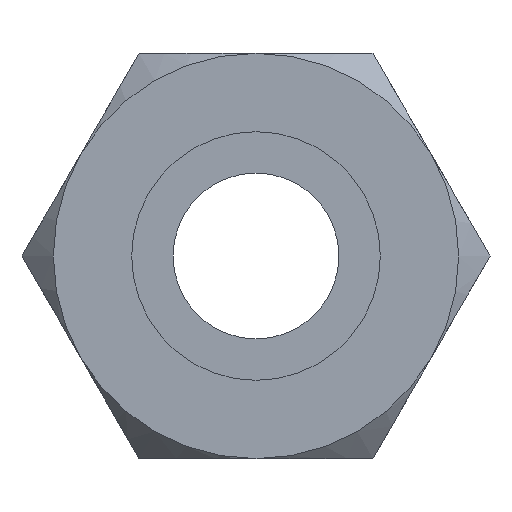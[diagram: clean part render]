
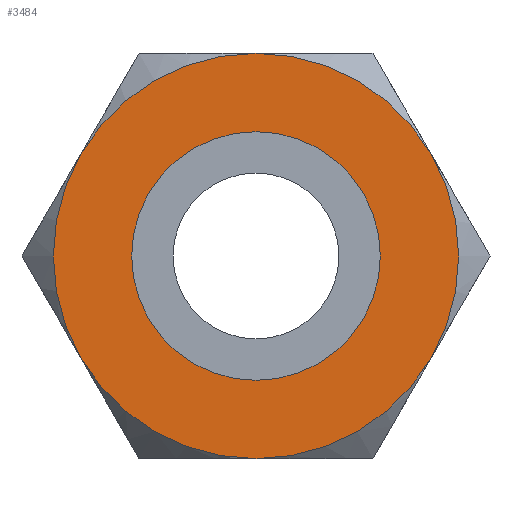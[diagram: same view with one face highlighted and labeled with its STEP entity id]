
A CAD part, left-side view. The second image highlights one B-rep face of the part: STEP entity #3484.
In plain terms, the highlighted planar face has unit normal (-1, 0, 0).
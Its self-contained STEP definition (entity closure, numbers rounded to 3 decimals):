
#48 = DIRECTION ( 'NONE',  ( 0., 0., -1. ) ) ;
#56 = CIRCLE ( 'NONE', #3178, 11. ) ;
#65 = AXIS2_PLACEMENT_3D ( 'NONE', #2725, #2280, #2308 ) ;
#358 = CARTESIAN_POINT ( 'NONE',  ( 19., 9.526, 5.5 ) ) ;
#436 = CARTESIAN_POINT ( 'NONE',  ( 19., 0., -11. ) ) ;
#443 = AXIS2_PLACEMENT_3D ( 'NONE', #3221, #2367, #5570 ) ;
#598 = EDGE_CURVE ( 'NONE', #1513, #2167, #5073, .T. ) ;
#821 = AXIS2_PLACEMENT_3D ( 'NONE', #3664, #4139, #5486 ) ;
#954 = ORIENTED_EDGE ( 'NONE', *, *, #1402, .F. ) ;
#973 = CARTESIAN_POINT ( 'NONE',  ( 19., 0., 0. ) ) ;
#1055 = DIRECTION ( 'NONE',  ( 1., 0., 0. ) ) ;
#1144 = EDGE_CURVE ( 'NONE', #5080, #4478, #56, .T. ) ;
#1338 = DIRECTION ( 'NONE',  ( -1., 0., 0. ) ) ;
#1402 = EDGE_CURVE ( 'NONE', #2167, #1513, #3649, .T. ) ;
#1513 = VERTEX_POINT ( 'NONE', #1744 ) ;
#1542 = VERTEX_POINT ( 'NONE', #1777 ) ;
#1578 = AXIS2_PLACEMENT_3D ( 'NONE', #3392, #2983, #2451 ) ;
#1684 = EDGE_CURVE ( 'NONE', #5824, #5080, #2987, .T. ) ;
#1744 = CARTESIAN_POINT ( 'NONE',  ( 19., 0., -6.75 ) ) ;
#1763 = DIRECTION ( 'NONE',  ( 0., 0., 1. ) ) ;
#1777 = CARTESIAN_POINT ( 'NONE',  ( 19., 0., 11. ) ) ;
#1790 = EDGE_CURVE ( 'NONE', #4891, #2453, #3562, .T. ) ;
#1822 = EDGE_CURVE ( 'NONE', #2453, #5824, #5169, .T. ) ;
#2101 = ORIENTED_EDGE ( 'NONE', *, *, #1144, .F. ) ;
#2167 = VERTEX_POINT ( 'NONE', #3944 ) ;
#2207 = DIRECTION ( 'NONE',  ( -1., 0., 0. ) ) ;
#2280 = DIRECTION ( 'NONE',  ( 1., 0., 0. ) ) ;
#2307 = FACE_OUTER_BOUND ( 'NONE', #2585, .T. ) ;
#2308 = DIRECTION ( 'NONE',  ( 0., 0., -1. ) ) ;
#2343 = AXIS2_PLACEMENT_3D ( 'NONE', #4078, #1055, #48 ) ;
#2367 = DIRECTION ( 'NONE',  ( 1., 0., 0. ) ) ;
#2451 = DIRECTION ( 'NONE',  ( 0., 0., 1. ) ) ;
#2453 = VERTEX_POINT ( 'NONE', #5529 ) ;
#2489 = ORIENTED_EDGE ( 'NONE', *, *, #1684, .F. ) ;
#2585 = EDGE_LOOP ( 'NONE', ( #2489, #4837, #4486, #4043, #3935, #2101 ) ) ;
#2611 = CARTESIAN_POINT ( 'NONE',  ( 19., -9.526, 5.5 ) ) ;
#2725 = CARTESIAN_POINT ( 'NONE',  ( 19., 0., 0. ) ) ;
#2906 = EDGE_CURVE ( 'NONE', #1542, #4891, #3843, .T. ) ;
#2946 = DIRECTION ( 'NONE',  ( 0., 0., -1. ) ) ;
#2983 = DIRECTION ( 'NONE',  ( -1., 0., 0. ) ) ;
#2987 = CIRCLE ( 'NONE', #443, 11. ) ;
#3178 = AXIS2_PLACEMENT_3D ( 'NONE', #5871, #5443, #4488 ) ;
#3193 = FACE_BOUND ( 'NONE', #5858, .T. ) ;
#3221 = CARTESIAN_POINT ( 'NONE',  ( 19., 0., 0. ) ) ;
#3280 = ORIENTED_EDGE ( 'NONE', *, *, #598, .F. ) ;
#3338 = EDGE_CURVE ( 'NONE', #1542, #4478, #4130, .T. ) ;
#3392 = CARTESIAN_POINT ( 'NONE',  ( 19., 0., 0. ) ) ;
#3484 = ADVANCED_FACE ( 'NONE', ( #3193, #2307 ), #5062, .F. ) ;
#3562 = CIRCLE ( 'NONE', #821, 11. ) ;
#3591 = CARTESIAN_POINT ( 'NONE',  ( 19., 9.526, -5.5 ) ) ;
#3649 = CIRCLE ( 'NONE', #4407, 6.75 ) ;
#3664 = CARTESIAN_POINT ( 'NONE',  ( 19., 0., 0. ) ) ;
#3843 = CIRCLE ( 'NONE', #65, 11. ) ;
#3935 = ORIENTED_EDGE ( 'NONE', *, *, #3338, .T. ) ;
#3936 = AXIS2_PLACEMENT_3D ( 'NONE', #973, #4585, #2946 ) ;
#3944 = CARTESIAN_POINT ( 'NONE',  ( 19., 0., 6.75 ) ) ;
#3989 = DIRECTION ( 'NONE',  ( 0., 0., 1. ) ) ;
#4043 = ORIENTED_EDGE ( 'NONE', *, *, #2906, .F. ) ;
#4078 = CARTESIAN_POINT ( 'NONE',  ( 19., 0., 0. ) ) ;
#4130 = CIRCLE ( 'NONE', #1578, 11. ) ;
#4139 = DIRECTION ( 'NONE',  ( 1., 0., 0. ) ) ;
#4407 = AXIS2_PLACEMENT_3D ( 'NONE', #4920, #1338, #3989 ) ;
#4478 = VERTEX_POINT ( 'NONE', #358 ) ;
#4486 = ORIENTED_EDGE ( 'NONE', *, *, #1790, .F. ) ;
#4488 = DIRECTION ( 'NONE',  ( 0., 0., -1. ) ) ;
#4503 = AXIS2_PLACEMENT_3D ( 'NONE', #5746, #2207, #1763 ) ;
#4585 = DIRECTION ( 'NONE',  ( 1., 0., 0. ) ) ;
#4837 = ORIENTED_EDGE ( 'NONE', *, *, #1822, .F. ) ;
#4891 = VERTEX_POINT ( 'NONE', #2611 ) ;
#4920 = CARTESIAN_POINT ( 'NONE',  ( 19., 0., 0. ) ) ;
#5062 = PLANE ( 'NONE',  #2343 ) ;
#5073 = CIRCLE ( 'NONE', #4503, 6.75 ) ;
#5080 = VERTEX_POINT ( 'NONE', #3591 ) ;
#5169 = CIRCLE ( 'NONE', #3936, 11. ) ;
#5443 = DIRECTION ( 'NONE',  ( 1., 0., 0. ) ) ;
#5486 = DIRECTION ( 'NONE',  ( 0., 0., -1. ) ) ;
#5529 = CARTESIAN_POINT ( 'NONE',  ( 19., -9.526, -5.5 ) ) ;
#5570 = DIRECTION ( 'NONE',  ( 0., 0., -1. ) ) ;
#5746 = CARTESIAN_POINT ( 'NONE',  ( 19., 0., 0. ) ) ;
#5824 = VERTEX_POINT ( 'NONE', #436 ) ;
#5858 = EDGE_LOOP ( 'NONE', ( #954, #3280 ) ) ;
#5871 = CARTESIAN_POINT ( 'NONE',  ( 19., 0., 0. ) ) ;
